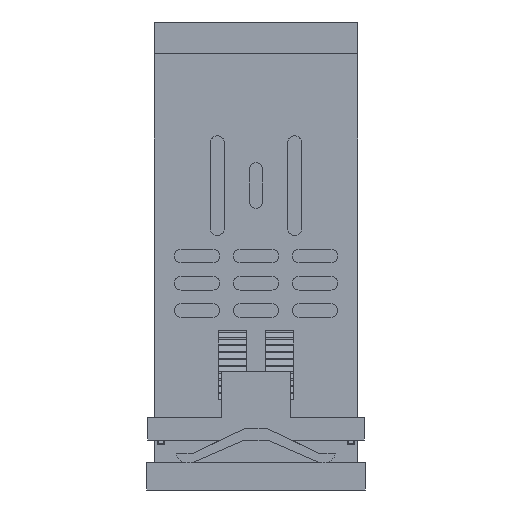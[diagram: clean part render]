
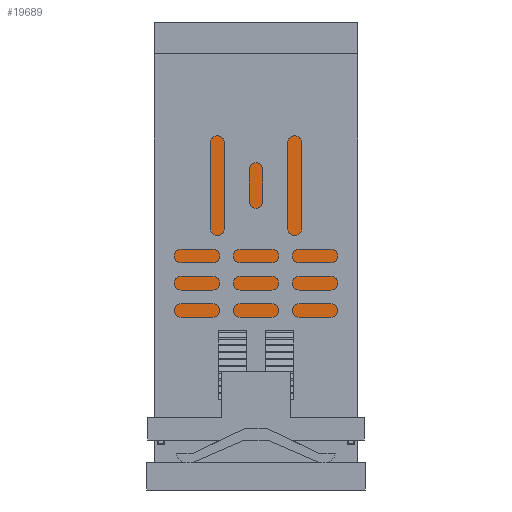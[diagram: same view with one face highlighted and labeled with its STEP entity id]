
A CAD part, front view. The second image highlights one B-rep face of the part: STEP entity #19689.
In plain terms, the highlighted planar face has unit normal (0, -1, 0).
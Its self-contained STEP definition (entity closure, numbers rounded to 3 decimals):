
#696 = PLANE ( 'NONE',  #15388 ) ;
#1478 = VECTOR ( 'NONE', #8116, 1000. ) ;
#3131 = CARTESIAN_POINT ( 'NONE',  ( -20.9, -9., 0. ) ) ;
#3983 = CARTESIAN_POINT ( 'NONE',  ( -20.9, -9., 0. ) ) ;
#3999 = VECTOR ( 'NONE', #15529, 1000. ) ;
#4487 = LINE ( 'NONE', #21457, #15697 ) ;
#4817 = LINE ( 'NONE', #12470, #18471 ) ;
#5450 = CARTESIAN_POINT ( 'NONE',  ( 20.9, -9., 83. ) ) ;
#5646 = EDGE_CURVE ( 'NONE', #21640, #16633, #12737, .T. ) ;
#6369 = ORIENTED_EDGE ( 'NONE', *, *, #6443, .F. ) ;
#6443 = EDGE_CURVE ( 'NONE', #10379, #7739, #4817, .T. ) ;
#6797 = EDGE_CURVE ( 'NONE', #7739, #16633, #8878, .T. ) ;
#7340 = FACE_OUTER_BOUND ( 'NONE', #22199, .T. ) ;
#7739 = VERTEX_POINT ( 'NONE', #5450 ) ;
#8116 = DIRECTION ( 'NONE',  ( 0., 0., -1. ) ) ;
#8424 = EDGE_CURVE ( 'NONE', #10379, #21640, #4487, .T. ) ;
#8878 = LINE ( 'NONE', #13357, #1478 ) ;
#9307 = DIRECTION ( 'NONE',  ( 0., 0., -1. ) ) ;
#10379 = VERTEX_POINT ( 'NONE', #11416 ) ;
#11228 = DIRECTION ( 'NONE',  ( 0., 1., 0. ) ) ;
#11416 = CARTESIAN_POINT ( 'NONE',  ( -20.9, -9., 83. ) ) ;
#12470 = CARTESIAN_POINT ( 'NONE',  ( -20.9, -9., 83. ) ) ;
#12737 = LINE ( 'NONE', #3131, #3999 ) ;
#13160 = ORIENTED_EDGE ( 'NONE', *, *, #6797, .F. ) ;
#13357 = CARTESIAN_POINT ( 'NONE',  ( 20.9, -9., 83. ) ) ;
#15388 = AXIS2_PLACEMENT_3D ( 'NONE', #21708, #11228, #19826 ) ;
#15391 = ORIENTED_EDGE ( 'NONE', *, *, #8424, .T. ) ;
#15529 = DIRECTION ( 'NONE',  ( 1., 0., 0. ) ) ;
#15599 = ORIENTED_EDGE ( 'NONE', *, *, #5646, .T. ) ;
#15697 = VECTOR ( 'NONE', #9307, 1000. ) ;
#16633 = VERTEX_POINT ( 'NONE', #16993 ) ;
#16993 = CARTESIAN_POINT ( 'NONE',  ( 20.9, -9., 0. ) ) ;
#18471 = VECTOR ( 'NONE', #20887, 1000. ) ;
#19689 = ADVANCED_FACE ( 'NONE', ( #7340 ), #696, .F. ) ;
#19826 = DIRECTION ( 'NONE',  ( 0., 0., 1. ) ) ;
#20887 = DIRECTION ( 'NONE',  ( 1., 0., 0. ) ) ;
#21457 = CARTESIAN_POINT ( 'NONE',  ( -20.9, -9., 83. ) ) ;
#21640 = VERTEX_POINT ( 'NONE', #3983 ) ;
#21708 = CARTESIAN_POINT ( 'NONE',  ( -20.9, -9., 83. ) ) ;
#22199 = EDGE_LOOP ( 'NONE', ( #15599, #13160, #6369, #15391 ) ) ;
